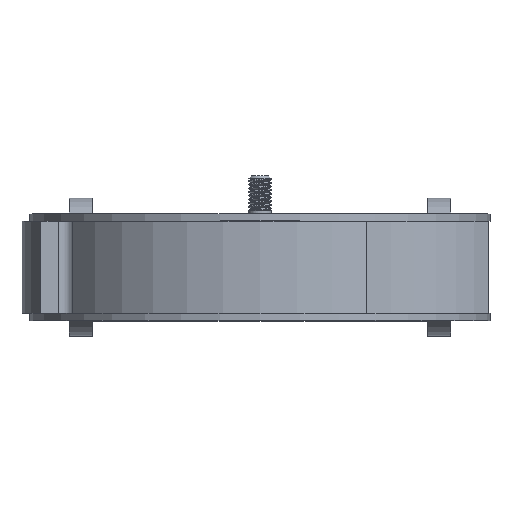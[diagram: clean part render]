
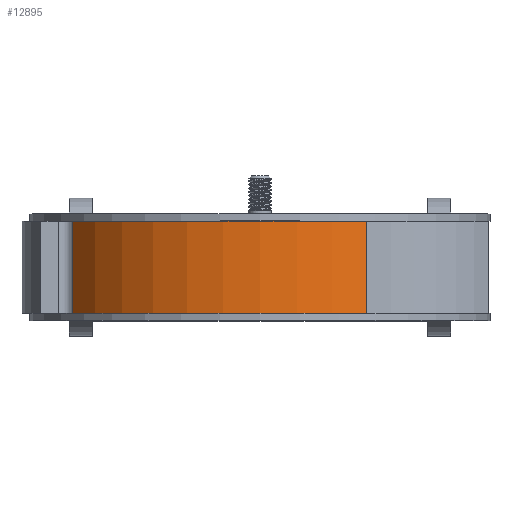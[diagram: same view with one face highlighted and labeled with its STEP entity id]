
A CAD part, top view. The second image highlights one B-rep face of the part: STEP entity #12895.
In plain terms, the highlighted cylindrical face has radius 48.5 mm (diameter 97 mm), a partial arc.
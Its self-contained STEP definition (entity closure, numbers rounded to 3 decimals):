
#1080=CYLINDRICAL_SURFACE('',#14270,48.5);
#1675=FACE_OUTER_BOUND('',#2474,.T.);
#2474=EDGE_LOOP('',(#11331,#11332,#11333,#11334));
#3410=LINE('',#32354,#4385);
#3419=LINE('',#32381,#4394);
#4385=VECTOR('',#17403,10.);
#4394=VECTOR('',#17428,10.);
#5205=CIRCLE('',#14271,48.5);
#5206=CIRCLE('',#14272,48.5);
#6326=VERTEX_POINT('',#32347);
#6329=VERTEX_POINT('',#32352);
#6338=VERTEX_POINT('',#32377);
#6339=VERTEX_POINT('',#32379);
#8049=EDGE_CURVE('',#6329,#6326,#3410,.T.);
#8062=EDGE_CURVE('',#6338,#6339,#3419,.T.);
#8063=EDGE_CURVE('',#6329,#6338,#5205,.T.);
#8064=EDGE_CURVE('',#6326,#6339,#5206,.T.);
#11331=ORIENTED_EDGE('',*,*,#8049,.F.);
#11332=ORIENTED_EDGE('',*,*,#8063,.T.);
#11333=ORIENTED_EDGE('',*,*,#8062,.T.);
#11334=ORIENTED_EDGE('',*,*,#8064,.F.);
#12895=ADVANCED_FACE('',(#1675),#1080,.T.);
#14270=AXIS2_PLACEMENT_3D('',#32382,#17429,#17430);
#14271=AXIS2_PLACEMENT_3D('',#32383,#17431,#17432);
#14272=AXIS2_PLACEMENT_3D('',#32384,#17433,#17434);
#17403=DIRECTION('',(0.,1.,0.));
#17428=DIRECTION('',(0.,1.,0.));
#17429=DIRECTION('center_axis',(0.,1.,0.));
#17430=DIRECTION('ref_axis',(1.,0.,0.));
#17431=DIRECTION('center_axis',(0.,1.,0.));
#17432=DIRECTION('ref_axis',(1.,0.,0.));
#17433=DIRECTION('center_axis',(0.,1.,0.));
#17434=DIRECTION('ref_axis',(1.,0.,0.));
#32347=CARTESIAN_POINT('',(-40.704,20.,26.371));
#32352=CARTESIAN_POINT('',(-40.704,0.,26.371));
#32354=CARTESIAN_POINT('',(-40.704,0.,26.371));
#32377=CARTESIAN_POINT('',(23.082,0.,42.655));
#32379=CARTESIAN_POINT('',(23.082,20.,42.655));
#32381=CARTESIAN_POINT('',(23.082,0.,42.655));
#32382=CARTESIAN_POINT('Origin',(0.,0.,0.));
#32383=CARTESIAN_POINT('Origin',(0.,0.,0.));
#32384=CARTESIAN_POINT('Origin',(0.,20.,0.));
